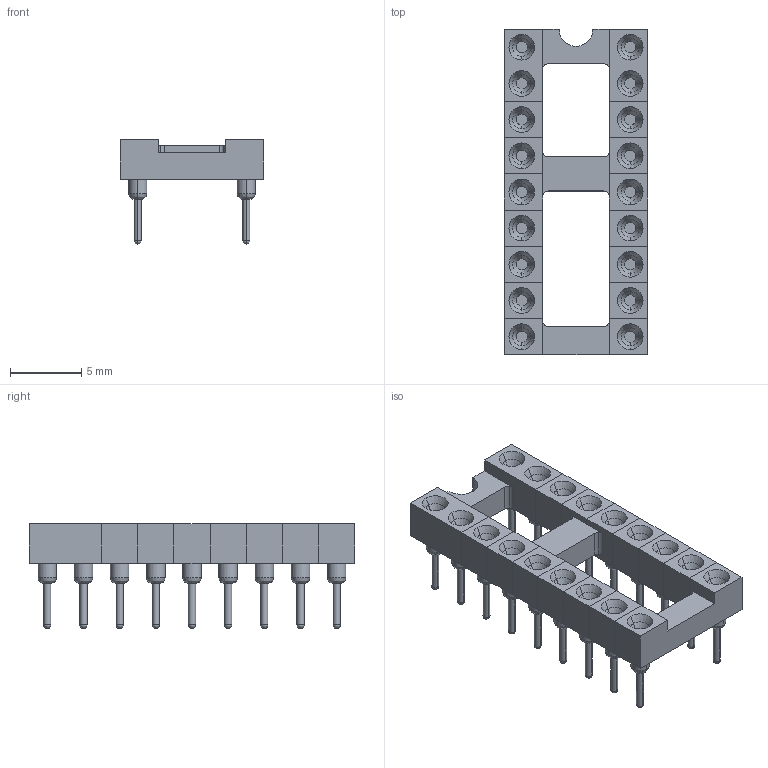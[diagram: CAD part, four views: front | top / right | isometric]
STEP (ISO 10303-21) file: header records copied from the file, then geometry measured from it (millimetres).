
FILE_DESCRIPTION((''),'2;1');
FILE_NAME('DIPS18-300.stp','2009-03-05T09:32:09',(''),(''),'Mechanical Desktop 2006','Mechanical Desktop 2006',', , ');
FILE_SCHEMA(('AUTOMOTIVE_DESIGN { 1 2 10303 214 0 1 1 1 }'));
Length unit declared in the file: millimetre
Products named in the file (1): Product
Bounding box: 10.1 x 22.86 x 7.37 mm (x, y, z)
Volume: 406.1 mm3; surface area: 1542.9 mm2
Topology: 70 solids, 70 shells, 540 faces, 1075 edges, 637 vertices
Faces by surface type: cylinder 200, plane 194, cone 72, sphere 38, bspline 36
Entity records: 14989 total; most frequent: CARTESIAN_POINT 3761, DIRECTION 2555, ORIENTED_EDGE 2036, AXIS2_PLACEMENT_3D 1032, EDGE_CURVE 1018, VERTEX_POINT 618, EDGE_LOOP 576, FACE_OUTER_BOUND 540
